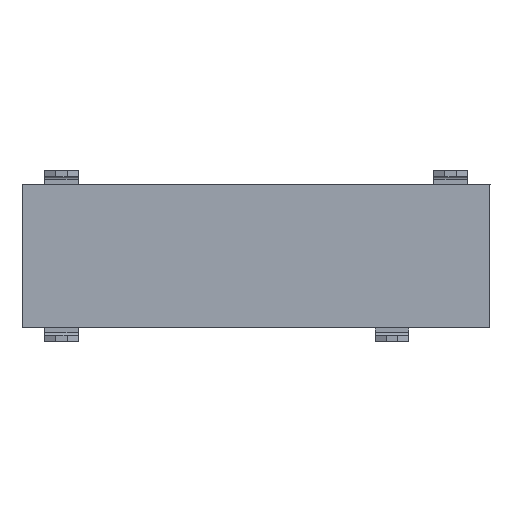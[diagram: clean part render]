
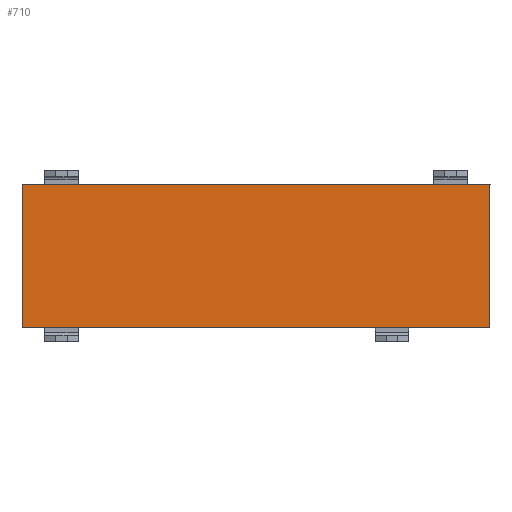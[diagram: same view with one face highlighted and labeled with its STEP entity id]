
A CAD part, front view. The second image highlights one B-rep face of the part: STEP entity #710.
In plain terms, the highlighted planar face has unit normal (0, -1, 0).
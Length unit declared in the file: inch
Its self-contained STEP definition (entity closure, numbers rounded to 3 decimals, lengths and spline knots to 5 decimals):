
#50 = VERTEX_POINT ( 'NONE', #5800 ) ;
#111 = DIRECTION ( 'NONE',  ( -1., 0., 0. ) ) ;
#242 = CARTESIAN_POINT ( 'NONE',  ( -2.40586, 0.1728, 0.77912 ) ) ;
#467 = ORIENTED_EDGE ( 'NONE', *, *, #3182, .F. ) ;
#710 = ADVANCED_FACE ( 'NONE', ( #2711 ), #1561, .F. ) ;
#823 = ORIENTED_EDGE ( 'NONE', *, *, #6421, .F. ) ;
#990 = ORIENTED_EDGE ( 'NONE', *, *, #2908, .F. ) ;
#1122 = CARTESIAN_POINT ( 'NONE',  ( -2.40586, 0.1728, 0.77912 ) ) ;
#1267 = LINE ( 'NONE', #2076, #3941 ) ;
#1391 = DIRECTION ( 'NONE',  ( 0., 0., -1. ) ) ;
#1561 = PLANE ( 'NONE',  #2489 ) ;
#2076 = CARTESIAN_POINT ( 'NONE',  ( -2.40586, 0.1728, 1.03912 ) ) ;
#2104 = DIRECTION ( 'NONE',  ( 0., 1., 0. ) ) ;
#2127 = VECTOR ( 'NONE', #3346, 39.37008 ) ;
#2394 = VECTOR ( 'NONE', #1391, 39.37008 ) ;
#2460 = EDGE_CURVE ( 'NONE', #4202, #3449, #5356, .T. ) ;
#2489 = AXIS2_PLACEMENT_3D ( 'NONE', #5085, #2104, #5576 ) ;
#2711 = FACE_OUTER_BOUND ( 'NONE', #5739, .T. ) ;
#2838 = CARTESIAN_POINT ( 'NONE',  ( -2.40586, 0.1728, 0.77912 ) ) ;
#2908 = EDGE_CURVE ( 'NONE', #50, #4202, #6180, .T. ) ;
#3139 = ORIENTED_EDGE ( 'NONE', *, *, #2460, .F. ) ;
#3182 = EDGE_CURVE ( 'NONE', #5664, #50, #1267, .T. ) ;
#3346 = DIRECTION ( 'NONE',  ( 0., 0., 1. ) ) ;
#3440 = VECTOR ( 'NONE', #111, 39.37008 ) ;
#3449 = VERTEX_POINT ( 'NONE', #242 ) ;
#3941 = VECTOR ( 'NONE', #5547, 39.37008 ) ;
#4202 = VERTEX_POINT ( 'NONE', #6311 ) ;
#4788 = LINE ( 'NONE', #2838, #2127 ) ;
#5033 = CARTESIAN_POINT ( 'NONE',  ( -2.40586, 0.1728, 1.03912 ) ) ;
#5085 = CARTESIAN_POINT ( 'NONE',  ( -2.40586, 0.1728, 0.77912 ) ) ;
#5356 = LINE ( 'NONE', #1122, #3440 ) ;
#5369 = CARTESIAN_POINT ( 'NONE',  ( -1.55686, 0.1728, 0.77912 ) ) ;
#5547 = DIRECTION ( 'NONE',  ( 1., 0., 0. ) ) ;
#5576 = DIRECTION ( 'NONE',  ( 0., 0., 1. ) ) ;
#5664 = VERTEX_POINT ( 'NONE', #5033 ) ;
#5739 = EDGE_LOOP ( 'NONE', ( #823, #3139, #990, #467 ) ) ;
#5800 = CARTESIAN_POINT ( 'NONE',  ( -1.55686, 0.1728, 1.03912 ) ) ;
#6180 = LINE ( 'NONE', #5369, #2394 ) ;
#6311 = CARTESIAN_POINT ( 'NONE',  ( -1.55686, 0.1728, 0.77912 ) ) ;
#6421 = EDGE_CURVE ( 'NONE', #3449, #5664, #4788, .T. ) ;
